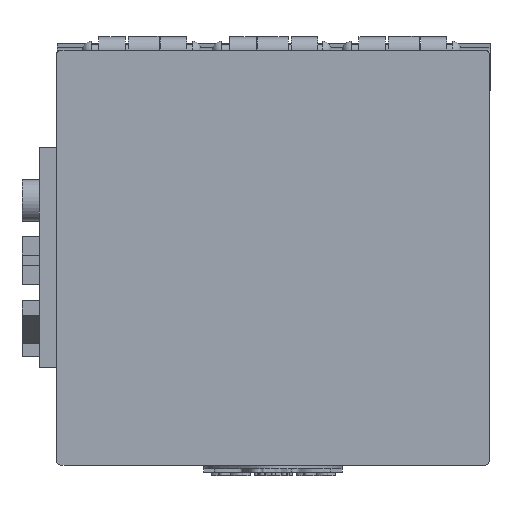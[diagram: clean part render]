
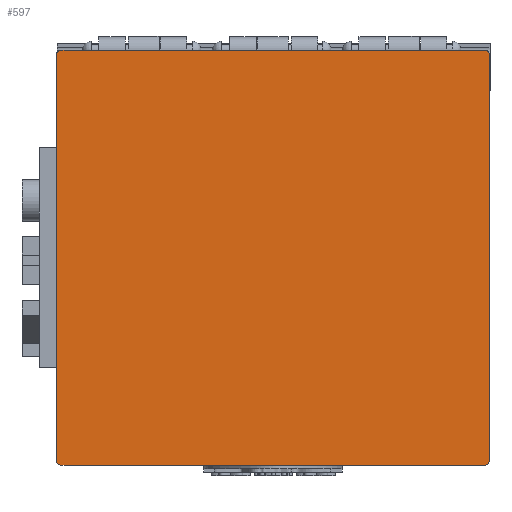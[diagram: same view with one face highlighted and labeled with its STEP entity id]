
A CAD part, front view. The second image highlights one B-rep face of the part: STEP entity #597.
In plain terms, the highlighted planar face has unit normal (0, -1, 0).
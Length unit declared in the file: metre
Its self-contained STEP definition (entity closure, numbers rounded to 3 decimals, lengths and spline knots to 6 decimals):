
#597 = ADVANCED_FACE( '', ( #1178 ), #1179, .T. );
#1178 = FACE_OUTER_BOUND( '', #1868, .T. );
#1179 = PLANE( '', #1869 );
#1868 = EDGE_LOOP( '', ( #2994, #2995, #2996, #2997, #2998, #2999, #3000, #3001 ) );
#1869 = AXIS2_PLACEMENT_3D( '', #3002, #3003, #3004 );
#2994 = ORIENTED_EDGE( '', *, *, #4693, .F. );
#2995 = ORIENTED_EDGE( '', *, *, #4694, .T. );
#2996 = ORIENTED_EDGE( '', *, *, #4695, .T. );
#2997 = ORIENTED_EDGE( '', *, *, #4696, .T. );
#2998 = ORIENTED_EDGE( '', *, *, #4669, .T. );
#2999 = ORIENTED_EDGE( '', *, *, #4697, .T. );
#3000 = ORIENTED_EDGE( '', *, *, #4698, .F. );
#3001 = ORIENTED_EDGE( '', *, *, #4699, .T. );
#3002 = CARTESIAN_POINT( '', ( 0., -0.06, 0. ) );
#3003 = DIRECTION( '', ( 0., -1., 0. ) );
#3004 = DIRECTION( '', ( 1., 0., 0. ) );
#4669 = EDGE_CURVE( '', #5852, #5854, #5856, .T. );
#4693 = EDGE_CURVE( '', #5889, #5890, #5891, .T. );
#4694 = EDGE_CURVE( '', #5889, #5892, #5893, .T. );
#4695 = EDGE_CURVE( '', #5892, #5894, #5895, .T. );
#4696 = EDGE_CURVE( '', #5894, #5852, #5896, .T. );
#4697 = EDGE_CURVE( '', #5854, #5897, #5898, .T. );
#4698 = EDGE_CURVE( '', #5899, #5897, #5900, .T. );
#4699 = EDGE_CURVE( '', #5899, #5890, #5901, .T. );
#5852 = VERTEX_POINT( '', #7255 );
#5854 = VERTEX_POINT( '', #7258 );
#5856 = LINE( '', #7261, #7262 );
#5889 = VERTEX_POINT( '', #7315 );
#5890 = VERTEX_POINT( '', #7316 );
#5891 = LINE( '', #7317, #7318 );
#5892 = VERTEX_POINT( '', #7319 );
#5893 = CIRCLE( '', #7320, 0.00127 );
#5894 = VERTEX_POINT( '', #7321 );
#5895 = LINE( '', #7322, #7323 );
#5896 = CIRCLE( '', #7324, 0.00127 );
#5897 = VERTEX_POINT( '', #7325 );
#5898 = CIRCLE( '', #7326, 0.00127 );
#5899 = VERTEX_POINT( '', #7327 );
#5900 = LINE( '', #7328, #7329 );
#5901 = CIRCLE( '', #7330, 0.00127 );
#7255 = CARTESIAN_POINT( '', ( 0.0625, -0.06, -0.05873 ) );
#7258 = CARTESIAN_POINT( '', ( 0.0625, -0.06, 0.05873 ) );
#7261 = CARTESIAN_POINT( '', ( 0.0625, -0.06, 0. ) );
#7262 = VECTOR( '', #8462, 1. );
#7315 = CARTESIAN_POINT( '', ( -0.0625, -0.06, -0.05873 ) );
#7316 = CARTESIAN_POINT( '', ( -0.0625, -0.06, 0.05873 ) );
#7317 = CARTESIAN_POINT( '', ( -0.0625, -0.06, 0. ) );
#7318 = VECTOR( '', #8482, 1. );
#7319 = CARTESIAN_POINT( '', ( -0.06123, -0.06, -0.06 ) );
#7320 = AXIS2_PLACEMENT_3D( '', #8483, #8484, #8485 );
#7321 = CARTESIAN_POINT( '', ( 0.06123, -0.06, -0.06 ) );
#7322 = CARTESIAN_POINT( '', ( 0.002353, -0.06, -0.06 ) );
#7323 = VECTOR( '', #8486, 1. );
#7324 = AXIS2_PLACEMENT_3D( '', #8487, #8488, #8489 );
#7325 = CARTESIAN_POINT( '', ( 0.06123, -0.06, 0.06 ) );
#7326 = AXIS2_PLACEMENT_3D( '', #8490, #8491, #8492 );
#7327 = CARTESIAN_POINT( '', ( -0.06123, -0.06, 0.06 ) );
#7328 = CARTESIAN_POINT( '', ( 0., -0.06, 0.06 ) );
#7329 = VECTOR( '', #8493, 1. );
#7330 = AXIS2_PLACEMENT_3D( '', #8494, #8495, #8496 );
#8462 = DIRECTION( '', ( 0., 0., 1. ) );
#8482 = DIRECTION( '', ( 0., 0., 1. ) );
#8483 = CARTESIAN_POINT( '', ( -0.06123, -0.06, -0.05873 ) );
#8484 = DIRECTION( '', ( 0., -1., 0. ) );
#8485 = DIRECTION( '', ( 0., 0., -1. ) );
#8486 = DIRECTION( '', ( 1., 0., 0. ) );
#8487 = CARTESIAN_POINT( '', ( 0.06123, -0.06, -0.05873 ) );
#8488 = DIRECTION( '', ( 0., -1., 0. ) );
#8489 = DIRECTION( '', ( 0., 0., -1. ) );
#8490 = CARTESIAN_POINT( '', ( 0.06123, -0.06, 0.05873 ) );
#8491 = DIRECTION( '', ( 0., -1., 0. ) );
#8492 = DIRECTION( '', ( 0., 0., -1. ) );
#8493 = DIRECTION( '', ( 1., 0., 0. ) );
#8494 = CARTESIAN_POINT( '', ( -0.06123, -0.06, 0.05873 ) );
#8495 = DIRECTION( '', ( 0., -1., 0. ) );
#8496 = DIRECTION( '', ( 0., 0., -1. ) );
